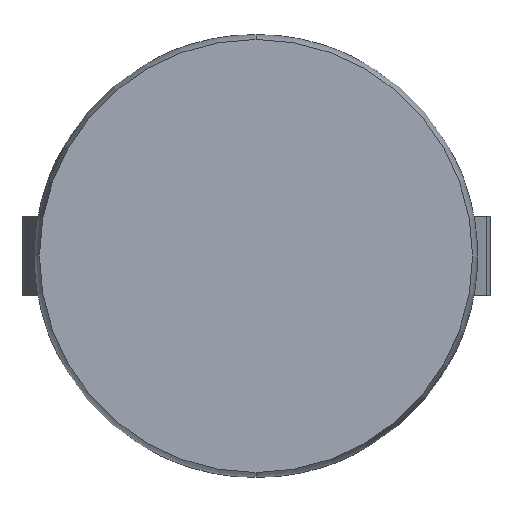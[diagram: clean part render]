
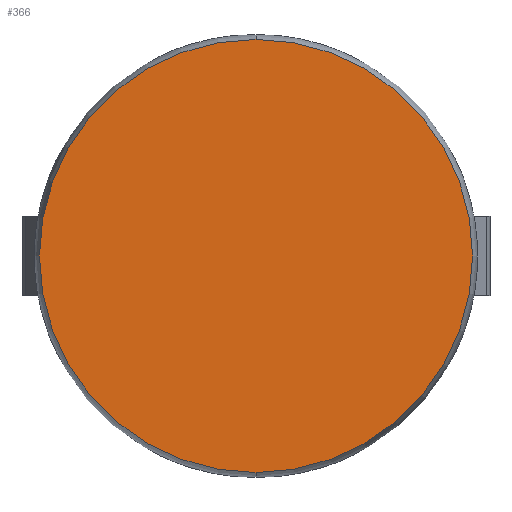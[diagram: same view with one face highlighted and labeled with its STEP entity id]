
A CAD part, front view. The second image highlights one B-rep face of the part: STEP entity #366.
In plain terms, the highlighted planar face has unit normal (0, -1, 0).
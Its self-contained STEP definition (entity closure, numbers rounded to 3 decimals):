
#30 = ORIENTED_EDGE ( 'NONE', *, *, #2885, .F. ) ;
#192 = DIRECTION ( 'NONE',  ( 0., 0., 1. ) ) ;
#313 = CIRCLE ( 'NONE', #1708, 12.212 ) ;
#366 = ADVANCED_FACE ( 'NONE', ( #2163 ), #2590, .T. ) ;
#487 = DIRECTION ( 'NONE',  ( 0., 1., 0. ) ) ;
#528 = DIRECTION ( 'NONE',  ( 0., -1., 0. ) ) ;
#534 = VERTEX_POINT ( 'NONE', #1079 ) ;
#875 = CARTESIAN_POINT ( 'NONE',  ( 0., -41.275, 12.212 ) ) ;
#1079 = CARTESIAN_POINT ( 'NONE',  ( 0., -41.275, -12.212 ) ) ;
#1217 = VERTEX_POINT ( 'NONE', #875 ) ;
#1247 = AXIS2_PLACEMENT_3D ( 'NONE', #2329, #487, #2823 ) ;
#1394 = EDGE_LOOP ( 'NONE', ( #3043, #30 ) ) ;
#1587 = CARTESIAN_POINT ( 'NONE',  ( 0., -41.275, 0. ) ) ;
#1708 = AXIS2_PLACEMENT_3D ( 'NONE', #1886, #3302, #192 ) ;
#1848 = DIRECTION ( 'NONE',  ( 0., 0., -1. ) ) ;
#1886 = CARTESIAN_POINT ( 'NONE',  ( 0., -41.275, 0. ) ) ;
#2163 = FACE_OUTER_BOUND ( 'NONE', #1394, .T. ) ;
#2298 = AXIS2_PLACEMENT_3D ( 'NONE', #1587, #528, #1848 ) ;
#2329 = CARTESIAN_POINT ( 'NONE',  ( 0., -41.275, 0. ) ) ;
#2523 = EDGE_CURVE ( 'NONE', #1217, #534, #2941, .T. ) ;
#2590 = PLANE ( 'NONE',  #2298 ) ;
#2823 = DIRECTION ( 'NONE',  ( 0., 0., 1. ) ) ;
#2885 = EDGE_CURVE ( 'NONE', #534, #1217, #313, .T. ) ;
#2941 = CIRCLE ( 'NONE', #1247, 12.212 ) ;
#3043 = ORIENTED_EDGE ( 'NONE', *, *, #2523, .F. ) ;
#3302 = DIRECTION ( 'NONE',  ( 0., 1., 0. ) ) ;
